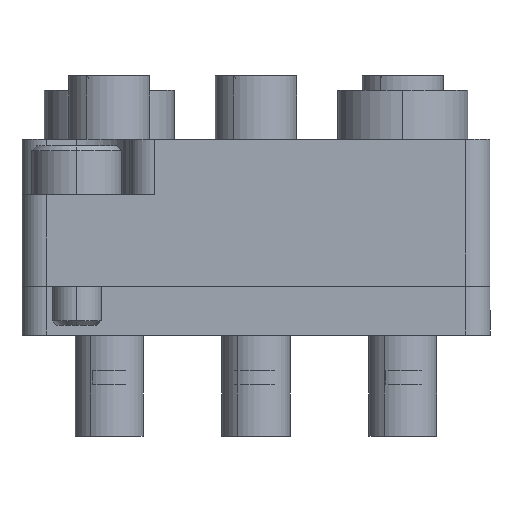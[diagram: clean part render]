
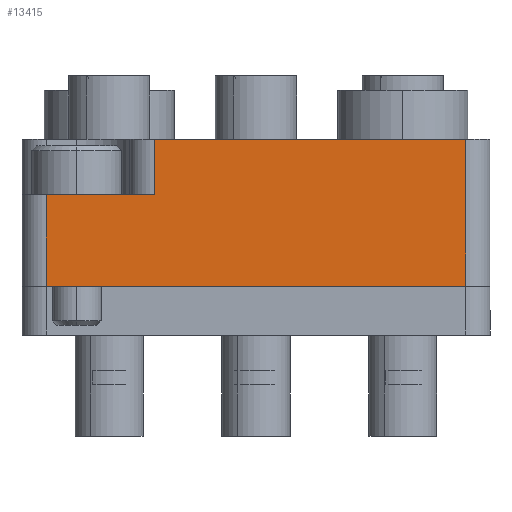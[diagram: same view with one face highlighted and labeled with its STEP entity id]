
A CAD part, front view. The second image highlights one B-rep face of the part: STEP entity #13415.
In plain terms, the highlighted face is planar.
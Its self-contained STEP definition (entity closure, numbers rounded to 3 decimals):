
#25 = ORIENTED_EDGE ( 'NONE', *, *, #17463, .T. ) ;
#43 = VERTEX_POINT ( 'NONE', #3567 ) ;
#50 = LINE ( 'NONE', #19391, #12639 ) ;
#252 = VECTOR ( 'NONE', #21058, 1000. ) ;
#1731 = DIRECTION ( 'NONE',  ( 0., -1., 0. ) ) ;
#2061 = DIRECTION ( 'NONE',  ( 0., 0., -1. ) ) ;
#2080 = LINE ( 'NONE', #13052, #17762 ) ;
#2157 = PLANE ( 'NONE',  #11669 ) ;
#2399 = ORIENTED_EDGE ( 'NONE', *, *, #12842, .T. ) ;
#2706 = EDGE_LOOP ( 'NONE', ( #4234, #25, #15960, #2399, #17497, #14420 ) ) ;
#3056 = CARTESIAN_POINT ( 'NONE',  ( 30., 0., 12.85 ) ) ;
#3567 = CARTESIAN_POINT ( 'NONE',  ( 30., 0., -12.85 ) ) ;
#3766 = FACE_OUTER_BOUND ( 'NONE', #2706, .T. ) ;
#4096 = CARTESIAN_POINT ( 'NONE',  ( 30., 9., -12.85 ) ) ;
#4234 = ORIENTED_EDGE ( 'NONE', *, *, #13381, .T. ) ;
#4293 = DIRECTION ( 'NONE',  ( 0., 1., 0. ) ) ;
#4546 = EDGE_CURVE ( 'NONE', #11801, #12724, #6751, .T. ) ;
#4794 = VERTEX_POINT ( 'NONE', #19219 ) ;
#5142 = VECTOR ( 'NONE', #2061, 1000. ) ;
#5845 = VERTEX_POINT ( 'NONE', #19280 ) ;
#5905 = LINE ( 'NONE', #4096, #9890 ) ;
#6751 = LINE ( 'NONE', #19670, #11449 ) ;
#8714 = CARTESIAN_POINT ( 'NONE',  ( 30., 9., 14.35 ) ) ;
#9114 = VERTEX_POINT ( 'NONE', #16918 ) ;
#9309 = CARTESIAN_POINT ( 'NONE',  ( 30., 5.6, 12.85 ) ) ;
#9890 = VECTOR ( 'NONE', #17212, 1000. ) ;
#10326 = LINE ( 'NONE', #12255, #5142 ) ;
#10967 = DIRECTION ( 'NONE',  ( 1., 0., 0. ) ) ;
#11449 = VECTOR ( 'NONE', #1731, 1000. ) ;
#11669 = AXIS2_PLACEMENT_3D ( 'NONE', #8714, #10967, #4293 ) ;
#11801 = VERTEX_POINT ( 'NONE', #9309 ) ;
#12255 = CARTESIAN_POINT ( 'NONE',  ( 30., 0., 14.35 ) ) ;
#12569 = EDGE_CURVE ( 'NONE', #4794, #9114, #18229, .T. ) ;
#12639 = VECTOR ( 'NONE', #14346, 1000. ) ;
#12724 = VERTEX_POINT ( 'NONE', #3056 ) ;
#12842 = EDGE_CURVE ( 'NONE', #4794, #5845, #2080, .T. ) ;
#13052 = CARTESIAN_POINT ( 'NONE',  ( 30., 5.6, 6.25 ) ) ;
#13381 = EDGE_CURVE ( 'NONE', #12724, #43, #10326, .T. ) ;
#13415 = ADVANCED_FACE ( 'NONE', ( #3766 ), #2157, .T. ) ;
#14346 = DIRECTION ( 'NONE',  ( 0., 0., -1. ) ) ;
#14420 = ORIENTED_EDGE ( 'NONE', *, *, #4546, .T. ) ;
#15960 = ORIENTED_EDGE ( 'NONE', *, *, #12569, .F. ) ;
#16620 = CARTESIAN_POINT ( 'NONE',  ( 30., 9., 14.35 ) ) ;
#16918 = CARTESIAN_POINT ( 'NONE',  ( 30., 9., -12.85 ) ) ;
#17212 = DIRECTION ( 'NONE',  ( 0., 1., 0. ) ) ;
#17463 = EDGE_CURVE ( 'NONE', #43, #9114, #5905, .T. ) ;
#17497 = ORIENTED_EDGE ( 'NONE', *, *, #20596, .F. ) ;
#17762 = VECTOR ( 'NONE', #19604, 1000. ) ;
#18229 = LINE ( 'NONE', #16620, #252 ) ;
#19219 = CARTESIAN_POINT ( 'NONE',  ( 30., 9., 6.25 ) ) ;
#19280 = CARTESIAN_POINT ( 'NONE',  ( 30., 5.6, 6.25 ) ) ;
#19391 = CARTESIAN_POINT ( 'NONE',  ( 30., 5.6, 7.75 ) ) ;
#19604 = DIRECTION ( 'NONE',  ( 0., -1., 0. ) ) ;
#19670 = CARTESIAN_POINT ( 'NONE',  ( 30., 0., 12.85 ) ) ;
#20596 = EDGE_CURVE ( 'NONE', #11801, #5845, #50, .T. ) ;
#21058 = DIRECTION ( 'NONE',  ( 0., 0., -1. ) ) ;
